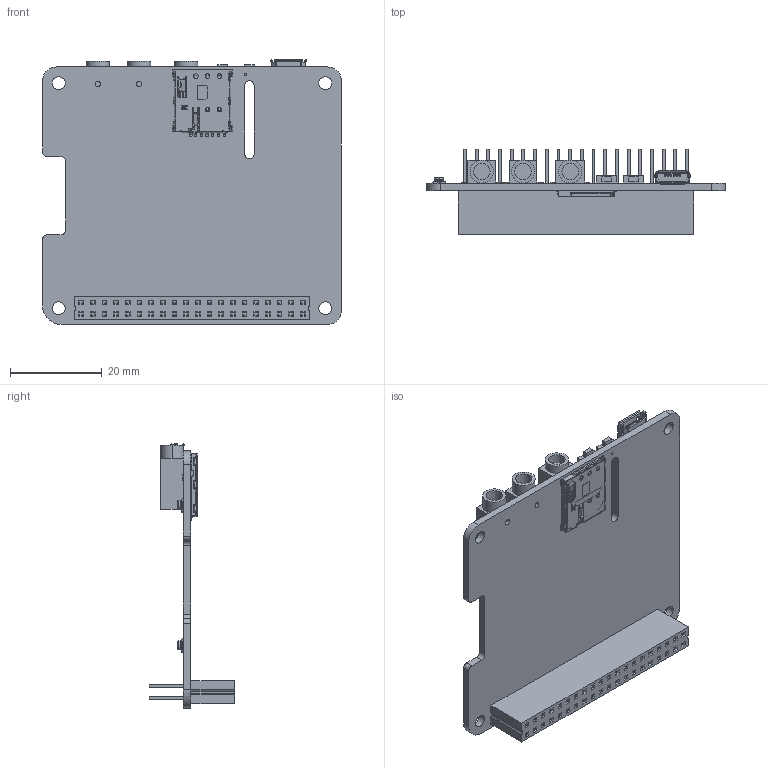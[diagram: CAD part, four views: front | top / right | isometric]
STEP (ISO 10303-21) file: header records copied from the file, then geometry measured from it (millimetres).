
FILE_DESCRIPTION((''),'2;1');
FILE_NAME('PWB-RAK2013_ASM','2020-12-09T',('lina'),(''),'PRO/ENGINEER BY PARAMETRIC TECHNOLOGY CORPORATION, 2010280','PRO/ENGINEER BY PARAMETRIC TECHNOLOGY CORPORATION, 2010280','');
FILE_SCHEMA(('AUTOMOTIVE_DESIGN { 1 2 10303 214 0 1 1 1 }'));
Products named in the file (9): PWB-RAK2013; ST-0485; 1416C001; 1416C002; TS-1806B; 1408C004; 1414C001-NSCP07-A0-0135; IPEX-FEMALE; PWB-RAK2013_ASM
Assembly tree (11 placements, depth 2):
  PWB-RAK2013_ASM
    PWB-RAK2013
    ST-0485
    1416C001
    1416C002  x2
    TS-1806B  x2
    1408C004
    1414C001-NSCP07-A0-0135
    IPEX-FEMALE  x2
Bounding box: 65 x 18.5 x 57.6 mm (x, y, z)
Volume: 9411 mm3; surface area: 12923.9 mm2
Topology: 14 solids, 14 shells, 2199 faces, 5972 edges, 3958 vertices
Faces by surface type: plane 1664, cylinder 478, bspline 22, cone 19, torus 12, sphere 4
Entity records: 81953 total; most frequent: CARTESIAN_POINT 11906, DIRECTION 10777, ORIENTED_EDGE 10766, PRESENTATION_STYLE_ASSIGNMENT 5528, STYLED_ITEM 5511, CURVE_STYLE 5502, EDGE_CURVE 5383, VECTOR 4525
